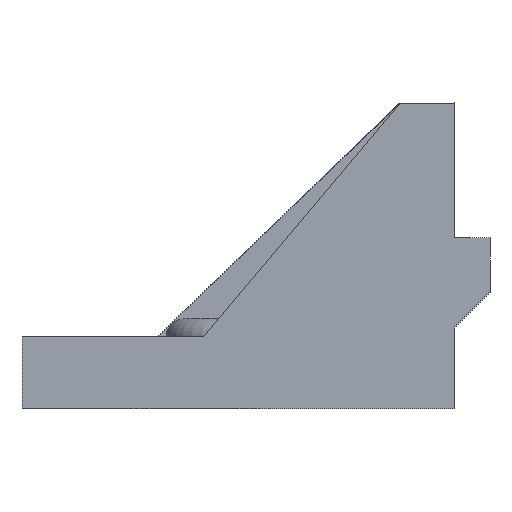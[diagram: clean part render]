
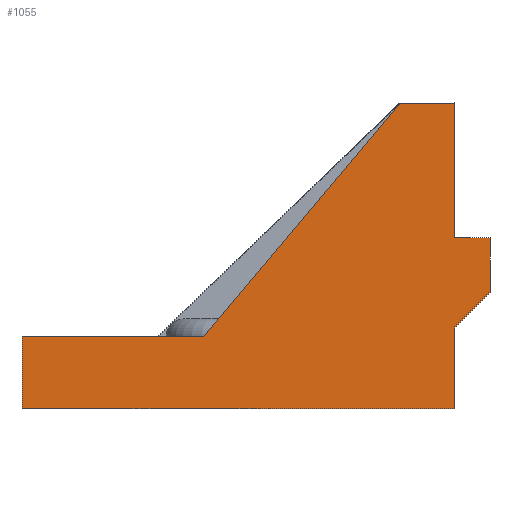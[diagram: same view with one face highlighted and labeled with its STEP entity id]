
A CAD part, front view. The second image highlights one B-rep face of the part: STEP entity #1055.
In plain terms, the highlighted planar face has unit normal (0, -1, 0).
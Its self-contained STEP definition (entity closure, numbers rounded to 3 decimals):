
#13 = DIRECTION ( 'NONE',  ( 0., 0., -1. ) ) ;
#17 = VECTOR ( 'NONE', #780, 1000. ) ;
#72 = VERTEX_POINT ( 'NONE', #532 ) ;
#78 = EDGE_CURVE ( 'NONE', #551, #1335, #1338, .T. ) ;
#109 = CARTESIAN_POINT ( 'NONE',  ( -5.758, -6.758, 17. ) ) ;
#110 = VECTOR ( 'NONE', #860, 1000. ) ;
#122 = CARTESIAN_POINT ( 'NONE',  ( -26.758, -6.758, 0. ) ) ;
#168 = PLANE ( 'NONE',  #1176 ) ;
#185 = CARTESIAN_POINT ( 'NONE',  ( -26.758, -6.758, 4. ) ) ;
#189 = EDGE_CURVE ( 'NONE', #1273, #828, #999, .T. ) ;
#194 = EDGE_CURVE ( 'NONE', #1458, #308, #1227, .T. ) ;
#259 = CARTESIAN_POINT ( 'NONE',  ( -16.666, -6.758, 4. ) ) ;
#275 = FACE_OUTER_BOUND ( 'NONE', #768, .T. ) ;
#276 = ORIENTED_EDGE ( 'NONE', *, *, #421, .T. ) ;
#307 = CARTESIAN_POINT ( 'NONE',  ( -26.758, -6.758, 4. ) ) ;
#308 = VERTEX_POINT ( 'NONE', #362 ) ;
#337 = ORIENTED_EDGE ( 'NONE', *, *, #1255, .T. ) ;
#339 = ORIENTED_EDGE ( 'NONE', *, *, #1214, .F. ) ;
#362 = CARTESIAN_POINT ( 'NONE',  ( -26.758, -6.758, 0. ) ) ;
#366 = VECTOR ( 'NONE', #442, 1000. ) ;
#386 = VECTOR ( 'NONE', #781, 1000. ) ;
#399 = CARTESIAN_POINT ( 'NONE',  ( -26.758, -6.758, 4. ) ) ;
#406 = DIRECTION ( 'NONE',  ( 1., 0., 0. ) ) ;
#412 = CARTESIAN_POINT ( 'NONE',  ( -5.758, -6.758, 17. ) ) ;
#413 = ORIENTED_EDGE ( 'NONE', *, *, #1398, .F. ) ;
#421 = EDGE_CURVE ( 'NONE', #1273, #1042, #871, .T. ) ;
#426 = LINE ( 'NONE', #1122, #366 ) ;
#432 = LINE ( 'NONE', #1364, #17 ) ;
#442 = DIRECTION ( 'NONE',  ( 0., 0., -1. ) ) ;
#449 = EDGE_CURVE ( 'NONE', #1458, #1335, #1309, .T. ) ;
#479 = VECTOR ( 'NONE', #1455, 1000. ) ;
#483 = LINE ( 'NONE', #716, #705 ) ;
#514 = DIRECTION ( 'NONE',  ( 0., 0., 1. ) ) ;
#519 = EDGE_CURVE ( 'NONE', #308, #828, #779, .T. ) ;
#532 = CARTESIAN_POINT ( 'NONE',  ( -2.758, -6.758, 17. ) ) ;
#544 = DIRECTION ( 'NONE',  ( 0., 0., -1. ) ) ;
#551 = VERTEX_POINT ( 'NONE', #109 ) ;
#591 = LINE ( 'NONE', #1163, #629 ) ;
#629 = VECTOR ( 'NONE', #1041, 1000. ) ;
#648 = CARTESIAN_POINT ( 'NONE',  ( -0.758, -6.758, 6.5 ) ) ;
#697 = ORIENTED_EDGE ( 'NONE', *, *, #78, .T. ) ;
#704 = CARTESIAN_POINT ( 'NONE',  ( -2.758, -6.758, 9.5 ) ) ;
#705 = VECTOR ( 'NONE', #13, 1000. ) ;
#716 = CARTESIAN_POINT ( 'NONE',  ( -2.758, -6.758, 4. ) ) ;
#718 = ORIENTED_EDGE ( 'NONE', *, *, #189, .F. ) ;
#723 = VECTOR ( 'NONE', #1342, 1000. ) ;
#734 = DIRECTION ( 'NONE',  ( 0., 1., 0. ) ) ;
#746 = VECTOR ( 'NONE', #544, 1000. ) ;
#768 = EDGE_LOOP ( 'NONE', ( #718, #276, #339, #337, #799, #413, #697, #990, #1379, #1189 ) ) ;
#779 = LINE ( 'NONE', #122, #723 ) ;
#780 = DIRECTION ( 'NONE',  ( -1., 0., 0. ) ) ;
#781 = DIRECTION ( 'NONE',  ( -0.643, 0., -0.766 ) ) ;
#799 = ORIENTED_EDGE ( 'NONE', *, *, #1358, .F. ) ;
#828 = VERTEX_POINT ( 'NONE', #963 ) ;
#860 = DIRECTION ( 'NONE',  ( 0.707, 0., 0.707 ) ) ;
#871 = LINE ( 'NONE', #648, #110 ) ;
#876 = CARTESIAN_POINT ( 'NONE',  ( -0.758, -6.758, 9.5 ) ) ;
#963 = CARTESIAN_POINT ( 'NONE',  ( -2.758, -6.758, 0. ) ) ;
#966 = CARTESIAN_POINT ( 'NONE',  ( -0.758, -6.758, 6.5 ) ) ;
#990 = ORIENTED_EDGE ( 'NONE', *, *, #449, .F. ) ;
#996 = VERTEX_POINT ( 'NONE', #876 ) ;
#999 = LINE ( 'NONE', #1347, #746 ) ;
#1041 = DIRECTION ( 'NONE',  ( 1., 0., 0. ) ) ;
#1042 = VERTEX_POINT ( 'NONE', #966 ) ;
#1055 = ADVANCED_FACE ( 'NONE', ( #275 ), #168, .F. ) ;
#1122 = CARTESIAN_POINT ( 'NONE',  ( -0.758, -6.758, 9.5 ) ) ;
#1163 = CARTESIAN_POINT ( 'NONE',  ( -2.758, -6.758, 17. ) ) ;
#1176 = AXIS2_PLACEMENT_3D ( 'NONE', #185, #734, #514 ) ;
#1189 = ORIENTED_EDGE ( 'NONE', *, *, #519, .T. ) ;
#1214 = EDGE_CURVE ( 'NONE', #996, #1042, #426, .T. ) ;
#1227 = LINE ( 'NONE', #307, #479 ) ;
#1233 = CARTESIAN_POINT ( 'NONE',  ( -2.758, -6.758, 4.5 ) ) ;
#1255 = EDGE_CURVE ( 'NONE', #996, #1341, #432, .T. ) ;
#1273 = VERTEX_POINT ( 'NONE', #1233 ) ;
#1309 = LINE ( 'NONE', #399, #1345 ) ;
#1335 = VERTEX_POINT ( 'NONE', #259 ) ;
#1338 = LINE ( 'NONE', #412, #386 ) ;
#1341 = VERTEX_POINT ( 'NONE', #704 ) ;
#1342 = DIRECTION ( 'NONE',  ( 1., 0., 0. ) ) ;
#1345 = VECTOR ( 'NONE', #406, 1000. ) ;
#1347 = CARTESIAN_POINT ( 'NONE',  ( -2.758, -6.758, 4. ) ) ;
#1358 = EDGE_CURVE ( 'NONE', #72, #1341, #483, .T. ) ;
#1364 = CARTESIAN_POINT ( 'NONE',  ( -0.758, -6.758, 9.5 ) ) ;
#1379 = ORIENTED_EDGE ( 'NONE', *, *, #194, .T. ) ;
#1383 = CARTESIAN_POINT ( 'NONE',  ( -26.758, -6.758, 4. ) ) ;
#1398 = EDGE_CURVE ( 'NONE', #551, #72, #591, .T. ) ;
#1455 = DIRECTION ( 'NONE',  ( 0., 0., -1. ) ) ;
#1458 = VERTEX_POINT ( 'NONE', #1383 ) ;
